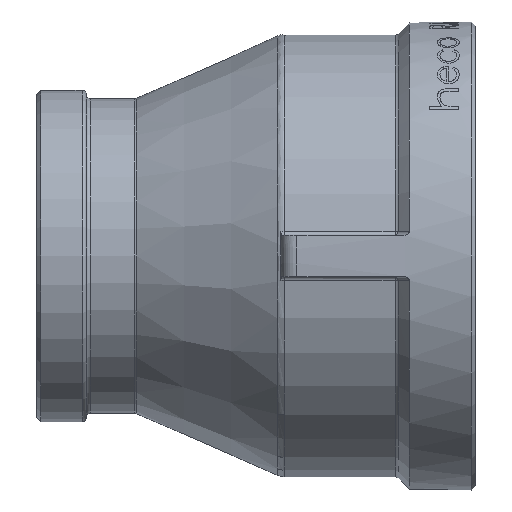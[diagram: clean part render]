
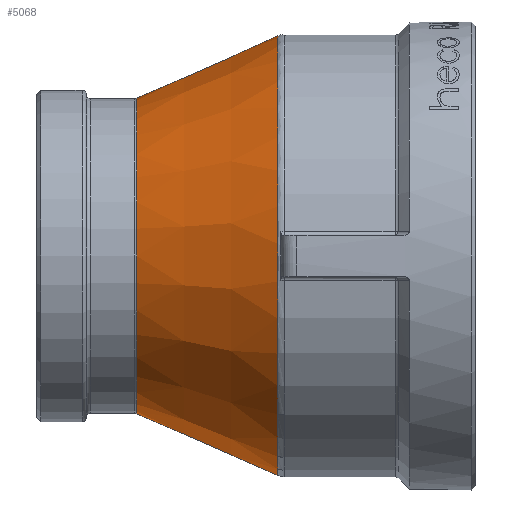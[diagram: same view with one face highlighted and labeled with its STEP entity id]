
A CAD part, left-side view. The second image highlights one B-rep face of the part: STEP entity #5068.
In plain terms, the highlighted conical face has half-angle 23.878 degrees and reference radius 22.789 mm.
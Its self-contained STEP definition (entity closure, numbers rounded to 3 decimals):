
#404 = EDGE_CURVE ( 'NONE', #7858, #7858, #5811, .T. ) ;
#493 = CIRCLE ( 'NONE', #883, 19.043 ) ;
#883 = AXIS2_PLACEMENT_3D ( 'NONE', #8828, #10927, #5308 ) ;
#1022 = CONICAL_SURFACE ( 'NONE', #7466, 22.789, 0.417 ) ;
#1069 = FACE_OUTER_BOUND ( 'NONE', #6950, .T. ) ;
#3027 = DIRECTION ( 'NONE',  ( 0., -1., 0. ) ) ;
#3323 = ORIENTED_EDGE ( 'NONE', *, *, #404, .F. ) ;
#3344 = VERTEX_POINT ( 'NONE', #7926 ) ;
#4009 = FACE_BOUND ( 'NONE', #6083, .T. ) ;
#5068 = ADVANCED_FACE ( 'NONE', ( #1069, #4009 ), #1022, .T. ) ;
#5308 = DIRECTION ( 'NONE',  ( -1., 0., 0. ) ) ;
#5811 = CIRCLE ( 'NONE', #8573, 26.579 ) ;
#6083 = EDGE_LOOP ( 'NONE', ( #10028 ) ) ;
#6808 = CARTESIAN_POINT ( 'NONE',  ( 0., -2.606, 0. ) ) ;
#6950 = EDGE_LOOP ( 'NONE', ( #3323 ) ) ;
#7278 = EDGE_CURVE ( 'NONE', #3344, #3344, #493, .T. ) ;
#7329 = DIRECTION ( 'NONE',  ( 1., 0., 0. ) ) ;
#7466 = AXIS2_PLACEMENT_3D ( 'NONE', #7499, #7735, #11495 ) ;
#7499 = CARTESIAN_POINT ( 'NONE',  ( 0., 5.954, 0. ) ) ;
#7735 = DIRECTION ( 'NONE',  ( 0., -1., 0. ) ) ;
#7858 = VERTEX_POINT ( 'NONE', #9776 ) ;
#7926 = CARTESIAN_POINT ( 'NONE',  ( -19.043, 14.418, 0. ) ) ;
#8573 = AXIS2_PLACEMENT_3D ( 'NONE', #6808, #3027, #7329 ) ;
#8828 = CARTESIAN_POINT ( 'NONE',  ( 0., 14.418, 0. ) ) ;
#9776 = CARTESIAN_POINT ( 'NONE',  ( 26.579, -2.606, 0. ) ) ;
#10028 = ORIENTED_EDGE ( 'NONE', *, *, #7278, .F. ) ;
#10927 = DIRECTION ( 'NONE',  ( 0., 1., 0. ) ) ;
#11495 = DIRECTION ( 'NONE',  ( 1., 0., 0. ) ) ;
